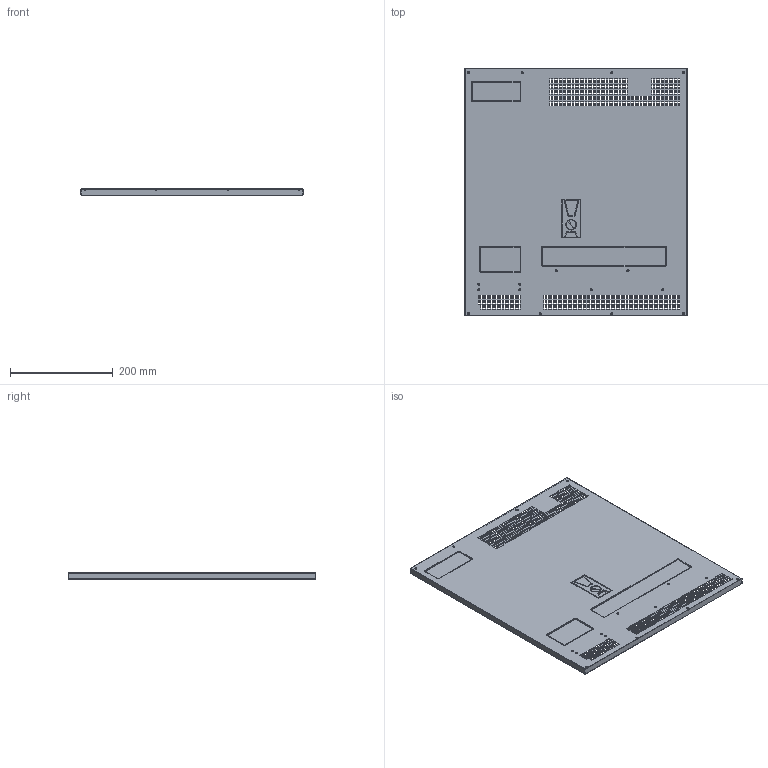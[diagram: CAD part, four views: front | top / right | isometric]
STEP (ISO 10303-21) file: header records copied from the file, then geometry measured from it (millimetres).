
FILE_DESCRIPTION(/* description */ (''),/* implementation_level */ '2;1');
FILE_NAME(/* name */ 'Top.ipt.step',/* time_stamp */ '2022-11-29T08:47:40+01:00',/* author */ ('diederichbenedict'),/* organization */ (''),/* preprocessor_version */ 'ST-DEVELOPER v18.1',/* originating_system */ 'Autodesk Inventor 2022',/* authorisation */ '');
FILE_SCHEMA (('AUTOMOTIVE_DESIGN { 1 0 10303 214 3 1 1 }'));
Products named in the file (1): Top
Bounding box: 434 x 482 x 12.69 mm (x, y, z)
Volume: 238017.2 mm3; surface area: 465042 mm2
Topology: 18 solids, 18 shells, 2051 faces, 5896 edges, 3908 vertices
Faces by surface type: plane 1936, cylinder 70, sphere 26, torus 15, bspline 4
Full cylindrical faces by diameter (mm): 4 x16
Entity records: 67638 total; most frequent: CARTESIAN_POINT 11910, ORIENTED_EDGE 11792, DIRECTION 10173, EDGE_CURVE 5896, LINE 5715, VECTOR 5715, VERTEX_POINT 3908, EDGE_LOOP 2948
